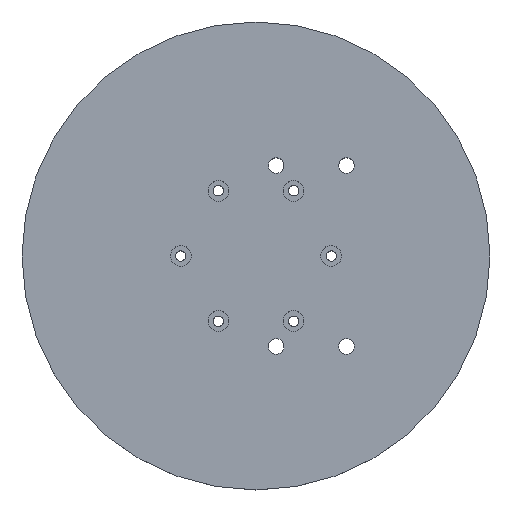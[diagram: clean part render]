
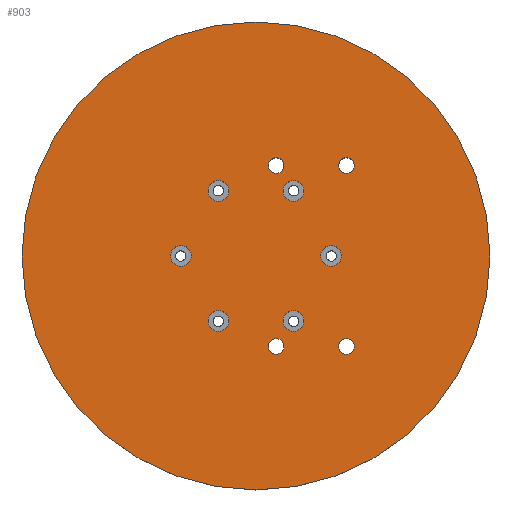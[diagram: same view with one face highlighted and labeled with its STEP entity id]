
A CAD part, top view. The second image highlights one B-rep face of the part: STEP entity #903.
In plain terms, the highlighted planar face has unit normal (0, 0, 1).
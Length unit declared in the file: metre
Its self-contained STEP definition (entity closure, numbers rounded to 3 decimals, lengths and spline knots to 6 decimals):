
#231=ORIENTED_EDGE('',*,*,#449,.F.);
#232=ORIENTED_EDGE('',*,*,#450,.F.);
#233=ORIENTED_EDGE('',*,*,#451,.F.);
#234=ORIENTED_EDGE('',*,*,#452,.F.);
#235=ORIENTED_EDGE('',*,*,#453,.F.);
#236=ORIENTED_EDGE('',*,*,#454,.F.);
#237=ORIENTED_EDGE('',*,*,#455,.F.);
#238=ORIENTED_EDGE('',*,*,#456,.F.);
#239=ORIENTED_EDGE('',*,*,#457,.F.);
#240=ORIENTED_EDGE('',*,*,#458,.F.);
#241=ORIENTED_EDGE('',*,*,#459,.T.);
#449=EDGE_CURVE('',#560,#560,#621,.T.);
#450=EDGE_CURVE('',#561,#561,#622,.T.);
#451=EDGE_CURVE('',#562,#562,#623,.T.);
#452=EDGE_CURVE('',#563,#563,#624,.T.);
#453=EDGE_CURVE('',#564,#564,#625,.T.);
#454=EDGE_CURVE('',#565,#565,#626,.T.);
#455=EDGE_CURVE('',#566,#566,#627,.T.);
#456=EDGE_CURVE('',#567,#567,#628,.T.);
#457=EDGE_CURVE('',#568,#568,#629,.T.);
#458=EDGE_CURVE('',#569,#569,#630,.T.);
#459=EDGE_CURVE('',#570,#570,#631,.T.);
#560=VERTEX_POINT('',#1487);
#561=VERTEX_POINT('',#1489);
#562=VERTEX_POINT('',#1491);
#563=VERTEX_POINT('',#1493);
#564=VERTEX_POINT('',#1495);
#565=VERTEX_POINT('',#1497);
#566=VERTEX_POINT('',#1499);
#567=VERTEX_POINT('',#1501);
#568=VERTEX_POINT('',#1503);
#569=VERTEX_POINT('',#1505);
#570=VERTEX_POINT('',#1507);
#621=CIRCLE('',#1056,0.003);
#622=CIRCLE('',#1057,0.003);
#623=CIRCLE('',#1058,0.003);
#624=CIRCLE('',#1059,0.003);
#625=CIRCLE('',#1060,0.004);
#626=CIRCLE('',#1061,0.004);
#627=CIRCLE('',#1062,0.004);
#628=CIRCLE('',#1063,0.004);
#629=CIRCLE('',#1064,0.004);
#630=CIRCLE('',#1065,0.004);
#631=CIRCLE('',#1066,0.09);
#666=EDGE_LOOP('',(#231));
#667=EDGE_LOOP('',(#232));
#668=EDGE_LOOP('',(#233));
#669=EDGE_LOOP('',(#234));
#670=EDGE_LOOP('',(#235));
#671=EDGE_LOOP('',(#236));
#672=EDGE_LOOP('',(#237));
#673=EDGE_LOOP('',(#238));
#674=EDGE_LOOP('',(#239));
#675=EDGE_LOOP('',(#240));
#676=EDGE_LOOP('',(#241));
#768=FACE_BOUND('',#666,.T.);
#769=FACE_BOUND('',#667,.T.);
#770=FACE_BOUND('',#668,.T.);
#771=FACE_BOUND('',#669,.T.);
#772=FACE_BOUND('',#670,.T.);
#773=FACE_BOUND('',#671,.T.);
#774=FACE_BOUND('',#672,.T.);
#775=FACE_BOUND('',#673,.T.);
#776=FACE_BOUND('',#674,.T.);
#777=FACE_BOUND('',#675,.T.);
#778=FACE_BOUND('',#676,.T.);
#848=PLANE('',#1055);
#903=ADVANCED_FACE('',(#768,#769,#770,#771,#772,#773,#774,#775,#776,#777,
#778),#848,.T.);
#1055=AXIS2_PLACEMENT_3D('',#1485,#1204,#1205);
#1056=AXIS2_PLACEMENT_3D('',#1486,#1206,#1207);
#1057=AXIS2_PLACEMENT_3D('',#1488,#1208,#1209);
#1058=AXIS2_PLACEMENT_3D('',#1490,#1210,#1211);
#1059=AXIS2_PLACEMENT_3D('',#1492,#1212,#1213);
#1060=AXIS2_PLACEMENT_3D('',#1494,#1214,#1215);
#1061=AXIS2_PLACEMENT_3D('',#1496,#1216,#1217);
#1062=AXIS2_PLACEMENT_3D('',#1498,#1218,#1219);
#1063=AXIS2_PLACEMENT_3D('',#1500,#1220,#1221);
#1064=AXIS2_PLACEMENT_3D('',#1502,#1222,#1223);
#1065=AXIS2_PLACEMENT_3D('',#1504,#1224,#1225);
#1066=AXIS2_PLACEMENT_3D('',#1506,#1226,#1227);
#1204=DIRECTION('',(0.,0.,1.));
#1205=DIRECTION('',(1.,0.,0.));
#1206=DIRECTION('',(0.,0.,1.));
#1207=DIRECTION('',(1.,0.,0.));
#1208=DIRECTION('',(0.,0.,1.));
#1209=DIRECTION('',(1.,0.,0.));
#1210=DIRECTION('',(0.,0.,1.));
#1211=DIRECTION('',(1.,0.,0.));
#1212=DIRECTION('',(0.,0.,1.));
#1213=DIRECTION('',(1.,0.,0.));
#1214=DIRECTION('',(0.,0.,1.));
#1215=DIRECTION('',(1.,0.,0.));
#1216=DIRECTION('',(0.,0.,1.));
#1217=DIRECTION('',(1.,0.,0.));
#1218=DIRECTION('',(0.,0.,1.));
#1219=DIRECTION('',(1.,0.,0.));
#1220=DIRECTION('',(0.,0.,1.));
#1221=DIRECTION('',(1.,0.,0.));
#1222=DIRECTION('',(0.,0.,1.));
#1223=DIRECTION('',(1.,0.,0.));
#1224=DIRECTION('',(0.,0.,1.));
#1225=DIRECTION('',(1.,0.,0.));
#1226=DIRECTION('',(0.,0.,1.));
#1227=DIRECTION('',(1.,0.,0.));
#1485=CARTESIAN_POINT('',(0.,0.,0.034));
#1486=CARTESIAN_POINT('',(0.03475,-0.03475,0.034));
#1487=CARTESIAN_POINT('',(0.03775,-0.03475,0.034));
#1488=CARTESIAN_POINT('',(0.00775,-0.03475,0.034));
#1489=CARTESIAN_POINT('',(0.01075,-0.03475,0.034));
#1490=CARTESIAN_POINT('',(0.00775,0.03475,0.034));
#1491=CARTESIAN_POINT('',(0.01075,0.03475,0.034));
#1492=CARTESIAN_POINT('',(0.03475,0.03475,0.034));
#1493=CARTESIAN_POINT('',(0.03775,0.03475,0.034));
#1494=CARTESIAN_POINT('',(0.014434,0.025,0.034));
#1495=CARTESIAN_POINT('',(0.018434,0.025,0.034));
#1496=CARTESIAN_POINT('',(0.028868,0.,0.034));
#1497=CARTESIAN_POINT('',(0.032868,0.,0.034));
#1498=CARTESIAN_POINT('',(0.014434,-0.025,0.034));
#1499=CARTESIAN_POINT('',(0.018434,-0.025,0.034));
#1500=CARTESIAN_POINT('',(-0.014434,-0.025,0.034));
#1501=CARTESIAN_POINT('',(-0.010434,-0.025,0.034));
#1502=CARTESIAN_POINT('',(-0.028868,0.,0.034));
#1503=CARTESIAN_POINT('',(-0.024868,0.,0.034));
#1504=CARTESIAN_POINT('',(-0.014434,0.025,0.034));
#1505=CARTESIAN_POINT('',(-0.010434,0.025,0.034));
#1506=CARTESIAN_POINT('',(0.,0.,0.034));
#1507=CARTESIAN_POINT('',(0.09,0.,0.034));
